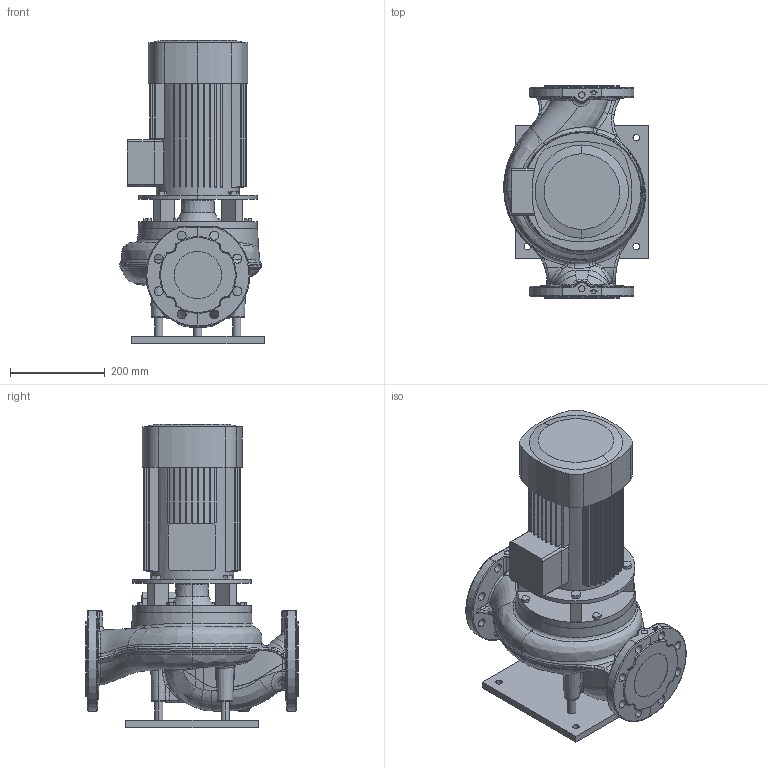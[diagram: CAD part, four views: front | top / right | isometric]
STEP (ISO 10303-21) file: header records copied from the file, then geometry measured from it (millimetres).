
FILE_DESCRIPTION (( 'STEP AP203' ), '1' );
FILE_NAME ('VariA 100-11.5.STEP', '2014-07-09T07:10:33', ( '' ), ( '' ), 'SwSTEP 2.0', 'SolidWorks 2011', '' );
FILE_SCHEMA (( 'CONFIG_CONTROL_DESIGN' ));
Products named in the file (1): VariA 100-11.5
Bounding box: 305.01 x 450 x 641 mm (x, y, z)
Volume: 25002052.1 mm3; surface area: 1417874.8 mm2
Topology: 5 solids, 5 shells, 1065 faces, 2705 edges, 1647 vertices
Faces by surface type: bspline 387, plane 264, cylinder 256, cone 78, torus 56, sphere 24
Entity records: 81603 total; most frequent: CARTESIAN_POINT 58908, ORIENTED_EDGE 5352, DIRECTION 3908, EDGE_CURVE 2676, VERTEX_POINT 1647, AXIS2_PLACEMENT_3D 1541, EDGE_LOOP 1131, FACE_OUTER_BOUND 1065
